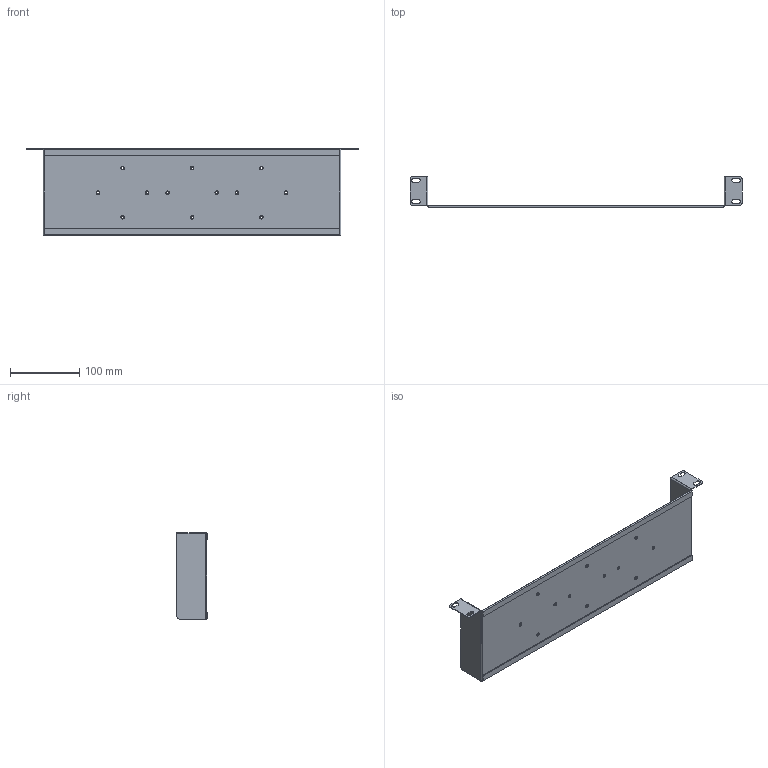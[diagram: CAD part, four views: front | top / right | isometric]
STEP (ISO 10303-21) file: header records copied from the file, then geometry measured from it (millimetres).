
FILE_DESCRIPTION((''),'2;1');
FILE_NAME('2017-8-2-08_','2022-05-19T',('WL'),(''),'PRO/ENGINEER BY PARAMETRIC TECHNOLOGY CORPORATION, 2010280','PRO/ENGINEER BY PARAMETRIC TECHNOLOGY CORPORATION, 2010280','');
FILE_SCHEMA(('CONFIG_CONTROL_DESIGN'));
Length unit declared in the file: millimetre
Products named in the file (1): 2017-8-2-08_
Bounding box: 479.6 x 44.4 x 124.5 mm (x, y, z)
Volume: 88284.4 mm3; surface area: 134150.3 mm2
Topology: 1 solids, 1 shells, 130 faces, 312 edges, 184 vertices
Faces by surface type: plane 58, cylinder 48, cone 24
Entity records: 3826 total; most frequent: DIRECTION 696, CARTESIAN_POINT 626, ORIENTED_EDGE 624, EDGE_CURVE 312, AXIS2_PLACEMENT_3D 254, VECTOR 188, LINE 188, VERTEX_POINT 184
